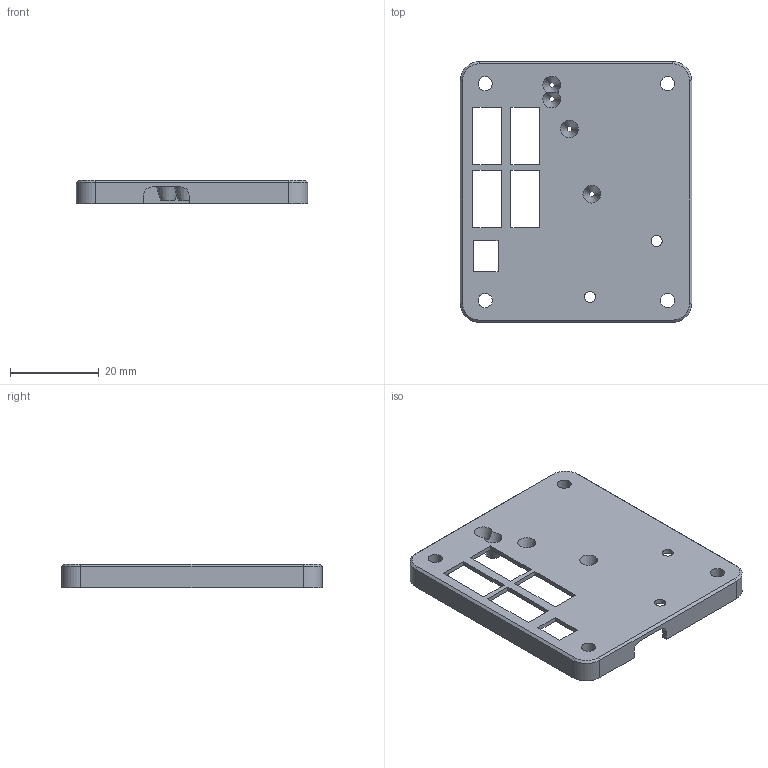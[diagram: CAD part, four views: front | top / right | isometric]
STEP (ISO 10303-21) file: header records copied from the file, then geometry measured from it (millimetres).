
FILE_DESCRIPTION(/* description */ (''),/* implementation_level */ '2;1');
FILE_NAME(/* name */ 'case_type1_top.step',/* time_stamp */ '2025-10-16T13:33:27+09:00',/* author */ (''),/* organization */ (''),/* preprocessor_version */ 'ST-DEVELOPER v20.1',/* originating_system */ 'Autodesk Translation Framework v14.17.0.0',/* authorisation */ '');
FILE_SCHEMA (('AUTOMOTIVE_DESIGN { 1 0 10303 214 3 1 1 }'));
Length unit declared in the file: millimetre
Products named in the file (1): case_type1_top
Bounding box: 52.13 x 58.76 x 5.3 mm (x, y, z)
Volume: 3949.4 mm3; surface area: 8066.9 mm2
Topology: 1 solids, 1 shells, 94 faces, 260 edges, 170 vertices
Faces by surface type: plane 55, cylinder 23, cone 16
Full cylindrical faces by diameter (mm): 2.5 x2, 3.2 x4, 6 x4
Entity records: 3135 total; most frequent: CARTESIAN_POINT 579, DIRECTION 524, ORIENTED_EDGE 520, EDGE_CURVE 260, AXIS2_PLACEMENT_3D 175, LINE 174, VECTOR 174, VERTEX_POINT 170
